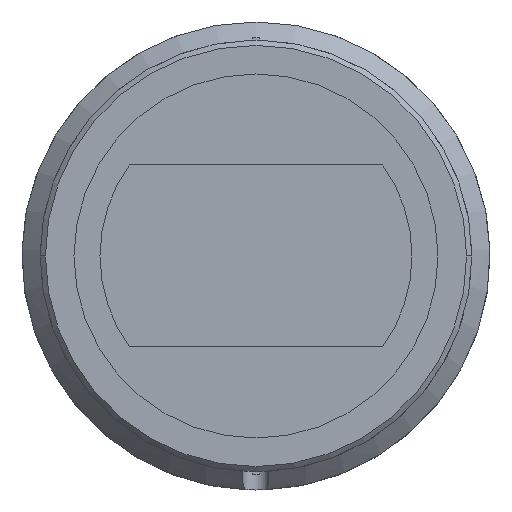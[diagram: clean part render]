
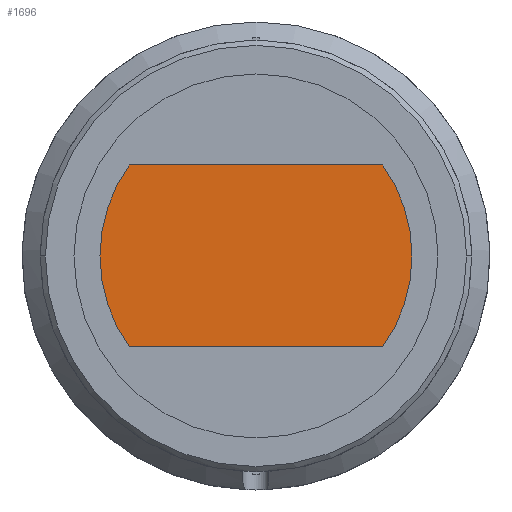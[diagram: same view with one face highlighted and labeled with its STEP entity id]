
A CAD part, left-side view. The second image highlights one B-rep face of the part: STEP entity #1696.
In plain terms, the highlighted planar face has unit normal (-1, 0, 0).
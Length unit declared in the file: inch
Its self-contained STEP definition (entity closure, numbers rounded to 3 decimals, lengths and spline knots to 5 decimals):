
#42 = CARTESIAN_POINT ( 'NONE',  ( -0.08465, 0.19187, 0.1378 ) ) ;
#111 = CARTESIAN_POINT ( 'NONE',  ( -0.08465, -0.19187, -0.1378 ) ) ;
#116 = EDGE_CURVE ( 'NONE', #1715, #1125, #507, .T. ) ;
#120 = CARTESIAN_POINT ( 'NONE',  ( -0.08465, 0., 0. ) ) ;
#267 = EDGE_CURVE ( 'NONE', #1802, #1715, #2762, .T. ) ;
#297 = DIRECTION ( 'NONE',  ( 0., 0., -1. ) ) ;
#327 = DIRECTION ( 'NONE',  ( 0., 1., 0. ) ) ;
#472 = ORIENTED_EDGE ( 'NONE', *, *, #2811, .F. ) ;
#507 = LINE ( 'NONE', #1195, #1172 ) ;
#549 = DIRECTION ( 'NONE',  ( 0., 0., 1. ) ) ;
#724 = FACE_OUTER_BOUND ( 'NONE', #1036, .T. ) ;
#1036 = EDGE_LOOP ( 'NONE', ( #472, #1762, #1097, #2187 ) ) ;
#1090 = DIRECTION ( 'NONE',  ( 1., 0., 0. ) ) ;
#1097 = ORIENTED_EDGE ( 'NONE', *, *, #267, .F. ) ;
#1125 = VERTEX_POINT ( 'NONE', #2381 ) ;
#1172 = VECTOR ( 'NONE', #1424, 39.37008 ) ;
#1195 = CARTESIAN_POINT ( 'NONE',  ( -0.08465, -0.19187, 0.1378 ) ) ;
#1307 = AXIS2_PLACEMENT_3D ( 'NONE', #120, #2847, #549 ) ;
#1336 = CARTESIAN_POINT ( 'NONE',  ( -0.08465, -0.19187, -0.1378 ) ) ;
#1366 = VERTEX_POINT ( 'NONE', #1336 ) ;
#1387 = AXIS2_PLACEMENT_3D ( 'NONE', #2498, #2283, #297 ) ;
#1424 = DIRECTION ( 'NONE',  ( 0., -1., 0. ) ) ;
#1607 = PLANE ( 'NONE',  #1387 ) ;
#1696 = ADVANCED_FACE ( 'NONE', ( #724 ), #1607, .F. ) ;
#1715 = VERTEX_POINT ( 'NONE', #42 ) ;
#1762 = ORIENTED_EDGE ( 'NONE', *, *, #116, .F. ) ;
#1802 = VERTEX_POINT ( 'NONE', #1841 ) ;
#1841 = CARTESIAN_POINT ( 'NONE',  ( -0.08465, 0.19187, -0.1378 ) ) ;
#1927 = AXIS2_PLACEMENT_3D ( 'NONE', #2912, #1090, #2926 ) ;
#2074 = VECTOR ( 'NONE', #327, 39.37008 ) ;
#2187 = ORIENTED_EDGE ( 'NONE', *, *, #2667, .F. ) ;
#2283 = DIRECTION ( 'NONE',  ( 1., 0., 0. ) ) ;
#2381 = CARTESIAN_POINT ( 'NONE',  ( -0.08465, -0.19187, 0.1378 ) ) ;
#2495 = LINE ( 'NONE', #111, #2074 ) ;
#2498 = CARTESIAN_POINT ( 'NONE',  ( -0.08465, 0., 0. ) ) ;
#2571 = CIRCLE ( 'NONE', #1307, 0.23622 ) ;
#2667 = EDGE_CURVE ( 'NONE', #1366, #1802, #2495, .T. ) ;
#2762 = CIRCLE ( 'NONE', #1927, 0.23622 ) ;
#2811 = EDGE_CURVE ( 'NONE', #1125, #1366, #2571, .T. ) ;
#2847 = DIRECTION ( 'NONE',  ( 1., 0., 0. ) ) ;
#2912 = CARTESIAN_POINT ( 'NONE',  ( -0.08465, 0., 0. ) ) ;
#2926 = DIRECTION ( 'NONE',  ( 0., 0., 1. ) ) ;
